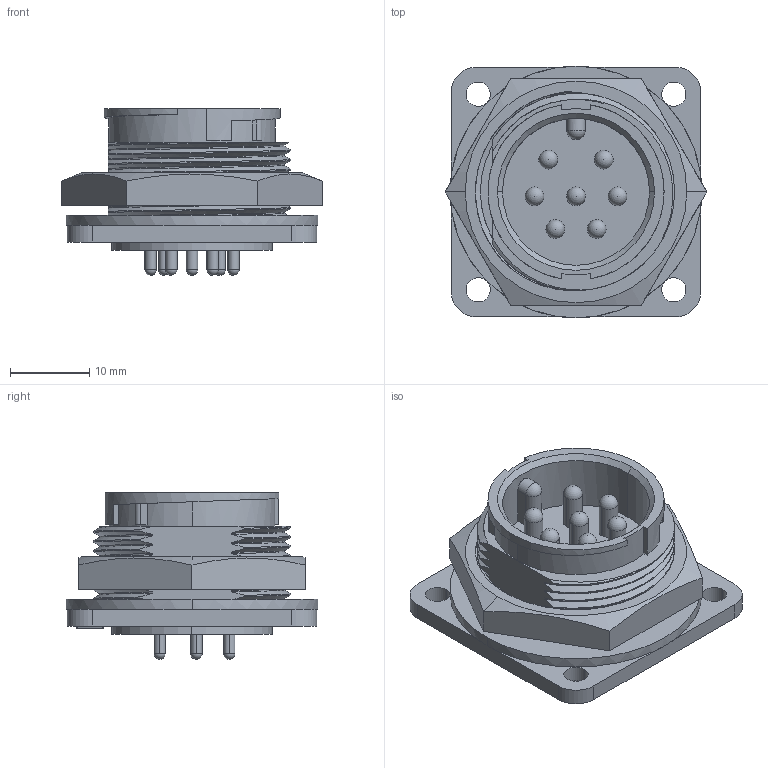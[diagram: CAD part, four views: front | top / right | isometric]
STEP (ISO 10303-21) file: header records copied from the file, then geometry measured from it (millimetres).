
FILE_DESCRIPTION (( 'STEP AP203' ), '1' );
FILE_NAME ('14181-7PG-300.STEP', '2013-09-05T15:17:45', ( '21FPBF1' ), ( 'Conxall' ), 'SwSTEP 2.0', 'SolidWorks 2012', '' );
FILE_SCHEMA (( 'CONFIG_CONTROL_DESIGN' ));
Length unit declared in the file: inch
Products named in the file (1): 14181-7PG-300
Bounding box: 33 x 31.75 x 21.06 mm (x, y, z)
Volume: 7768.2 mm3; surface area: 6141 mm2
Topology: 2 solids, 2 shells, 212 faces, 572 edges, 372 vertices
Faces by surface type: cylinder 84, plane 79, bspline 30, sphere 15, cone 4
Entity records: 15327 total; most frequent: CARTESIAN_POINT 10384, ORIENTED_EDGE 1084, DIRECTION 916, EDGE_CURVE 542, VERTEX_POINT 357, AXIS2_PLACEMENT_3D 326, LINE 264, VECTOR 264
